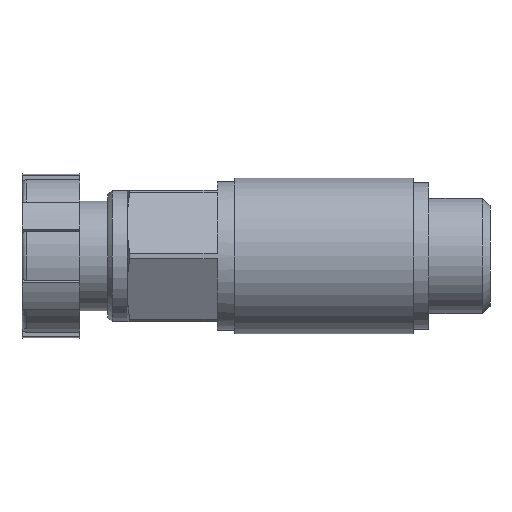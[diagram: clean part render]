
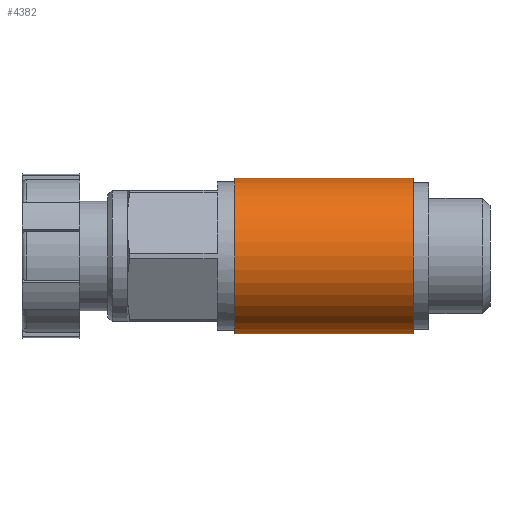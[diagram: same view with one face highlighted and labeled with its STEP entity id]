
A CAD part, left-side view. The second image highlights one B-rep face of the part: STEP entity #4382.
In plain terms, the highlighted cylindrical face has radius 8.9 mm (diameter 17.8 mm), a full revolution.
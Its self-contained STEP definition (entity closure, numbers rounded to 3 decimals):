
#26=CYLINDRICAL_SURFACE('',#4630,8.9);
#730=CIRCLE('',#4631,8.9);
#731=CIRCLE('',#4632,8.9);
#732=CIRCLE('',#4633,8.9);
#733=CIRCLE('',#4634,8.9);
#734=CIRCLE('',#4635,8.9);
#735=CIRCLE('',#4636,8.9);
#1010=ORIENTED_EDGE('',*,*,#1902,.F.);
#1011=ORIENTED_EDGE('',*,*,#1903,.F.);
#1012=ORIENTED_EDGE('',*,*,#1904,.F.);
#1013=ORIENTED_EDGE('',*,*,#1905,.F.);
#1014=ORIENTED_EDGE('',*,*,#1906,.F.);
#1015=ORIENTED_EDGE('',*,*,#1907,.F.);
#1016=ORIENTED_EDGE('',*,*,#1908,.F.);
#1017=ORIENTED_EDGE('',*,*,#1909,.F.);
#1018=ORIENTED_EDGE('',*,*,#1910,.F.);
#1019=ORIENTED_EDGE('',*,*,#1911,.T.);
#1902=EDGE_CURVE('',#2336,#2336,#730,.T.);
#1903=EDGE_CURVE('',#2337,#2338,#2554,.T.);
#1904=EDGE_CURVE('',#2339,#2337,#731,.T.);
#1905=EDGE_CURVE('',#2340,#2339,#2555,.T.);
#1906=EDGE_CURVE('',#2341,#2340,#732,.T.);
#1907=EDGE_CURVE('',#2342,#2341,#2556,.T.);
#1908=EDGE_CURVE('',#2343,#2342,#733,.T.);
#1909=EDGE_CURVE('',#2344,#2343,#2557,.T.);
#1910=EDGE_CURVE('',#2338,#2344,#734,.T.);
#1911=EDGE_CURVE('',#2345,#2345,#735,.T.);
#2336=VERTEX_POINT('',#6268);
#2337=VERTEX_POINT('',#6276);
#2338=VERTEX_POINT('',#6277);
#2339=VERTEX_POINT('',#6279);
#2340=VERTEX_POINT('',#6284);
#2341=VERTEX_POINT('',#6286);
#2342=VERTEX_POINT('',#6294);
#2343=VERTEX_POINT('',#6296);
#2344=VERTEX_POINT('',#6301);
#2345=VERTEX_POINT('',#6304);
#2554=B_SPLINE_CURVE_WITH_KNOTS('',3,(#6269,#6270,#6271,#6272,#6273,#6274,
#6275),.UNSPECIFIED.,.F.,.F.,(4,1,1,1,4),(0.001,0.004,
0.007,0.01,0.012),
 .UNSPECIFIED.);
#2555=B_SPLINE_CURVE_WITH_KNOTS('',3,(#6280,#6281,#6282,#6283),
 .UNSPECIFIED.,.F.,.F.,(4,4),(0.,0.003),.UNSPECIFIED.);
#2556=B_SPLINE_CURVE_WITH_KNOTS('',3,(#6287,#6288,#6289,#6290,#6291,#6292,
#6293),.UNSPECIFIED.,.F.,.F.,(4,1,1,1,4),(0.015,0.018,
0.021,0.023,0.026),.UNSPECIFIED.);
#2557=B_SPLINE_CURVE_WITH_KNOTS('',3,(#6297,#6298,#6299,#6300),
 .UNSPECIFIED.,.F.,.F.,(4,4),(0.,0.003),.UNSPECIFIED.);
#2596=EDGE_LOOP('',(#1010));
#2597=EDGE_LOOP('',(#1011,#1012,#1013,#1014,#1015,#1016,#1017,#1018));
#2598=EDGE_LOOP('',(#1019));
#2826=FACE_BOUND('',#2596,.T.);
#2827=FACE_BOUND('',#2597,.T.);
#2828=FACE_BOUND('',#2598,.T.);
#4382=ADVANCED_FACE('',(#2826,#2827,#2828),#26,.T.);
#4630=AXIS2_PLACEMENT_3D('',#6266,#5097,#5098);
#4631=AXIS2_PLACEMENT_3D('',#6267,#5099,#5100);
#4632=AXIS2_PLACEMENT_3D('',#6278,#5101,#5102);
#4633=AXIS2_PLACEMENT_3D('',#6285,#5103,#5104);
#4634=AXIS2_PLACEMENT_3D('',#6295,#5105,#5106);
#4635=AXIS2_PLACEMENT_3D('',#6302,#5107,#5108);
#4636=AXIS2_PLACEMENT_3D('',#6303,#5109,#5110);
#5097=DIRECTION('',(0.,-1.,0.));
#5098=DIRECTION('',(0.,0.,-1.));
#5099=DIRECTION('',(0.,-1.,0.));
#5100=DIRECTION('',(0.,0.,-1.));
#5101=DIRECTION('',(0.,-1.,0.));
#5102=DIRECTION('',(0.,0.,-1.));
#5103=DIRECTION('',(0.,1.,0.));
#5104=DIRECTION('',(0.,0.,1.));
#5105=DIRECTION('',(0.,1.,0.));
#5106=DIRECTION('',(0.,0.,1.));
#5107=DIRECTION('',(0.,-1.,0.));
#5108=DIRECTION('',(0.,0.,-1.));
#5109=DIRECTION('',(0.,-1.,0.));
#5110=DIRECTION('',(0.,0.,-1.));
#6266=CARTESIAN_POINT('',(0.,-7.,0.));
#6267=CARTESIAN_POINT('',(0.,1.75,0.));
#6268=CARTESIAN_POINT('',(0.,1.75,-8.9));
#6269=CARTESIAN_POINT('',(7.899,18.65,-4.101));
#6270=CARTESIAN_POINT('',(8.055,19.5,-3.801));
#6271=CARTESIAN_POINT('',(8.589,20.955,-2.703));
#6272=CARTESIAN_POINT('',(9.055,21.847,-0.007));
#6273=CARTESIAN_POINT('',(8.589,20.957,2.708));
#6274=CARTESIAN_POINT('',(8.053,19.491,3.804));
#6275=CARTESIAN_POINT('',(7.899,18.65,4.101));
#6276=CARTESIAN_POINT('',(7.899,18.65,-4.101));
#6277=CARTESIAN_POINT('',(7.899,18.65,4.101));
#6278=CARTESIAN_POINT('',(0.,18.65,0.));
#6279=CARTESIAN_POINT('',(6.5,18.65,-6.079));
#6280=CARTESIAN_POINT('',(6.5,15.75,-6.079));
#6281=CARTESIAN_POINT('',(6.29,16.692,-6.304));
#6282=CARTESIAN_POINT('',(6.29,17.708,-6.304));
#6283=CARTESIAN_POINT('',(6.5,18.65,-6.079));
#6284=CARTESIAN_POINT('',(6.5,15.75,-6.079));
#6285=CARTESIAN_POINT('',(0.,15.75,0.));
#6286=CARTESIAN_POINT('',(7.899,15.75,-4.101));
#6287=CARTESIAN_POINT('',(7.899,15.75,4.101));
#6288=CARTESIAN_POINT('',(8.054,14.904,3.802));
#6289=CARTESIAN_POINT('',(8.589,13.444,2.704));
#6290=CARTESIAN_POINT('',(9.055,12.554,0.004));
#6291=CARTESIAN_POINT('',(8.59,13.441,-2.706));
#6292=CARTESIAN_POINT('',(8.053,14.91,-3.804));
#6293=CARTESIAN_POINT('',(7.899,15.75,-4.101));
#6294=CARTESIAN_POINT('',(7.899,15.75,4.101));
#6295=CARTESIAN_POINT('',(0.,15.75,0.));
#6296=CARTESIAN_POINT('',(6.5,15.75,6.079));
#6297=CARTESIAN_POINT('',(6.5,18.65,6.079));
#6298=CARTESIAN_POINT('',(6.29,17.708,6.304));
#6299=CARTESIAN_POINT('',(6.29,16.692,6.304));
#6300=CARTESIAN_POINT('',(6.5,15.75,6.079));
#6301=CARTESIAN_POINT('',(6.5,18.65,6.079));
#6302=CARTESIAN_POINT('',(0.,18.65,0.));
#6303=CARTESIAN_POINT('',(0.,22.2,0.));
#6304=CARTESIAN_POINT('',(0.,22.2,-8.9));
